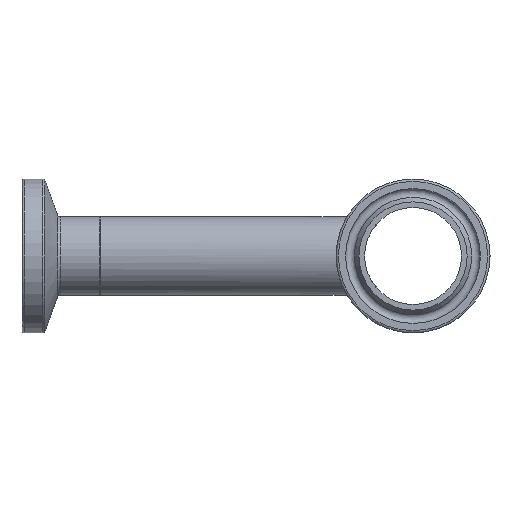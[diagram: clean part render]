
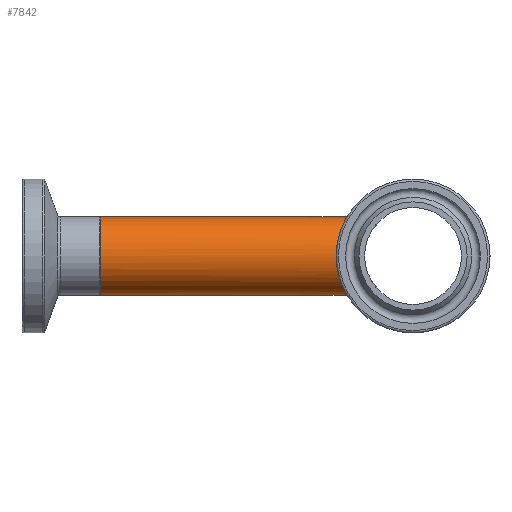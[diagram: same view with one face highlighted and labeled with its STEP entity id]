
A CAD part, left-side view. The second image highlights one B-rep face of the part: STEP entity #7842.
In plain terms, the highlighted cylindrical face has radius 6.35 mm (diameter 12.7 mm), a full revolution.
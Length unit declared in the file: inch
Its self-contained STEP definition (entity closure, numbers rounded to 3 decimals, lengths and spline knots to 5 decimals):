
#179=FACE_BOUND('',#1519,.T.);
#987=FACE_OUTER_BOUND('',#1518,.T.);
#1518=EDGE_LOOP('',(#7238));
#1519=EDGE_LOOP('',(#7239));
#2737=CIRCLE('',#8328,0.25);
#3119=B_SPLINE_CURVE_WITH_KNOTS('',3,(#17080,#17081,#17082,#17083,#17084,
#17085,#17086,#17087,#17088,#17089,#17090,#17091,#17092,#17093,#17094,#17095,
#17096,#17097,#17098,#17099,#17100,#17101,#17102,#17103,#17104),
 .UNSPECIFIED.,.T.,.F.,(4,3,1,1,1,1,1,1,1,1,1,1,1,1,1,1,1,1,1,1,4),(-0.00001,
0.,0.14237,0.28474,0.56948,0.85422,
0.99659,1.13896,1.4237,1.70844,1.89826,
2.08809,2.27791,2.65757,2.84739,2.98976,
3.13213,3.41687,3.70161,3.84398,3.98634),
 .UNSPECIFIED.);
#3881=VERTEX_POINT('',#16966);
#3882=VERTEX_POINT('',#17078);
#5003=EDGE_CURVE('',#3881,#3881,#2737,.T.);
#5005=EDGE_CURVE('',#3882,#3882,#3119,.T.);
#7238=ORIENTED_EDGE('',*,*,#5003,.T.);
#7239=ORIENTED_EDGE('',*,*,#5005,.F.);
#7306=CYLINDRICAL_SURFACE('',#8330,0.25);
#7842=ADVANCED_FACE('',(#987,#179),#7306,.T.);
#8328=AXIS2_PLACEMENT_3D('',#16967,#9808,#9809);
#8330=AXIS2_PLACEMENT_3D('',#17105,#9812,#9813);
#9808=DIRECTION('center_axis',(0.,-1.,0.));
#9809=DIRECTION('ref_axis',(1.,0.,0.));
#9812=DIRECTION('center_axis',(0.,-1.,0.));
#9813=DIRECTION('ref_axis',(1.,0.,0.));
#16966=CARTESIAN_POINT('',(-0.25,2.,0.));
#16967=CARTESIAN_POINT('Origin',(0.,2.,0.));
#17078=CARTESIAN_POINT('',(0.,0.30619,0.25));
#17080=CARTESIAN_POINT('Ctrl Pts',(0.,0.30617,
0.25));
#17081=CARTESIAN_POINT('Ctrl Pts',(0.,0.30617,
0.25));
#17082=CARTESIAN_POINT('Ctrl Pts',(0.,0.30617,
0.25));
#17083=CARTESIAN_POINT('Ctrl Pts',(0.,0.30617,
0.25));
#17084=CARTESIAN_POINT('Ctrl Pts',(-0.01949,0.30618,
0.25));
#17085=CARTESIAN_POINT('Ctrl Pts',(-0.05845,0.31227,
0.24538));
#17086=CARTESIAN_POINT('Ctrl Pts',(-0.12874,0.34231,
0.21959));
#17087=CARTESIAN_POINT('Ctrl Pts',(-0.19965,0.39336,
0.16328));
#17088=CARTESIAN_POINT('Ctrl Pts',(-0.24306,0.43127,
0.07813));
#17089=CARTESIAN_POINT('Ctrl Pts',(-0.25232,0.43957,
-0.00002));
#17090=CARTESIAN_POINT('Ctrl Pts',(-0.24307,0.4313,
-0.07811));
#17091=CARTESIAN_POINT('Ctrl Pts',(-0.19962,0.39328,
-0.16331));
#17092=CARTESIAN_POINT('Ctrl Pts',(-0.12408,0.33904,
-0.2233));
#17093=CARTESIAN_POINT('Ctrl Pts',(-0.0401,0.30506,
-0.25099));
#17094=CARTESIAN_POINT('Ctrl Pts',(0.04016,0.30511,
-0.2509));
#17095=CARTESIAN_POINT('Ctrl Pts',(0.13586,0.34393,
-0.21949));
#17096=CARTESIAN_POINT('Ctrl Pts',(0.208,0.401,
-0.15336));
#17097=CARTESIAN_POINT('Ctrl Pts',(0.24467,0.43262,
-0.065));
#17098=CARTESIAN_POINT('Ctrl Pts',(0.2523,0.43959,
-0.00003));
#17099=CARTESIAN_POINT('Ctrl Pts',(0.24307,0.43127,
0.07812));
#17100=CARTESIAN_POINT('Ctrl Pts',(0.19964,0.39335,
0.16331));
#17101=CARTESIAN_POINT('Ctrl Pts',(0.12874,0.34231,0.21959));
#17102=CARTESIAN_POINT('Ctrl Pts',(0.05847,0.31225,
0.24538));
#17103=CARTESIAN_POINT('Ctrl Pts',(0.01948,0.30617,
0.25));
#17104=CARTESIAN_POINT('Ctrl Pts',(0.,0.30617,
0.25));
#17105=CARTESIAN_POINT('Origin',(0.,2.,0.));
